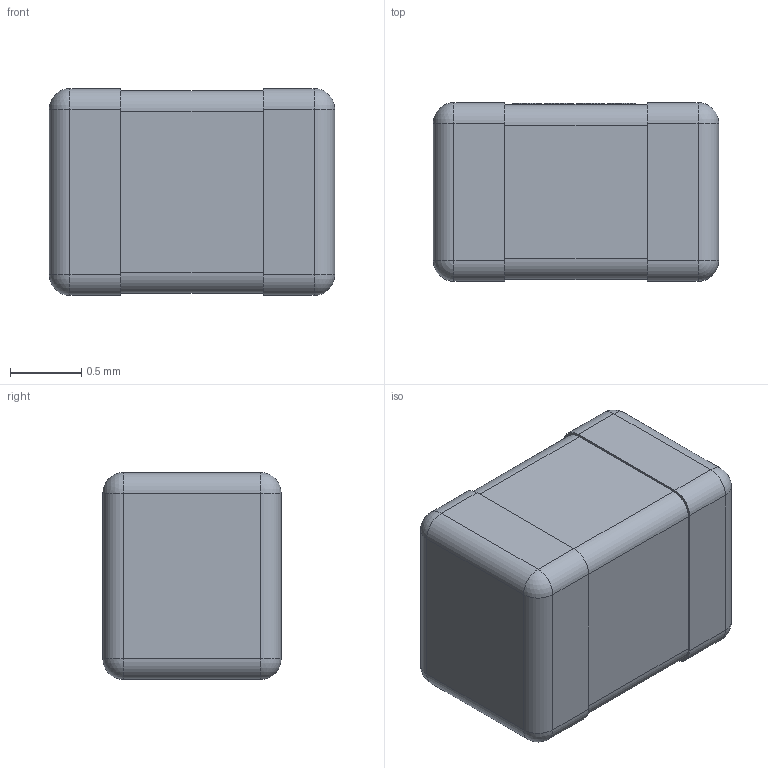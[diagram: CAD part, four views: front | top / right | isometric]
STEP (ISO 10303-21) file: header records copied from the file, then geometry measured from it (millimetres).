
FILE_DESCRIPTION(('HOOPS Exchange Step'),'2;1');
FILE_NAME('CC0805KKX7R0BB104.stp','2023-09-14T07:41:16-07:00',('RBI'),('None'),'HOOPS Exchange 2022.2','SOLIDWORKS MBD','None');
FILE_SCHEMA( ('AP242_MANAGED_MODEL_BASED_3D_ENGINEERING_MIM_LF {1 0 10303 442 1 1 4 }') );
Length unit declared in the file: inch
Products named in the file (1): Default
Bounding box: 2 x 1.25 x 1.45 mm (x, y, z)
Volume: 3.5 mm3; surface area: 20.2 mm2
Topology: 3 solids, 3 shells, 105 faces, 257 edges, 158 vertices
Faces by surface type: bspline 44, plane 33, cylinder 20, sphere 8
Entity records: 5776 total; most frequent: CARTESIAN_POINT 3361, ORIENTED_EDGE 498, DIRECTION 331, EDGE_CURVE 249, VERTEX_POINT 158, VECTOR 121, LINE 121, EDGE_LOOP 113
